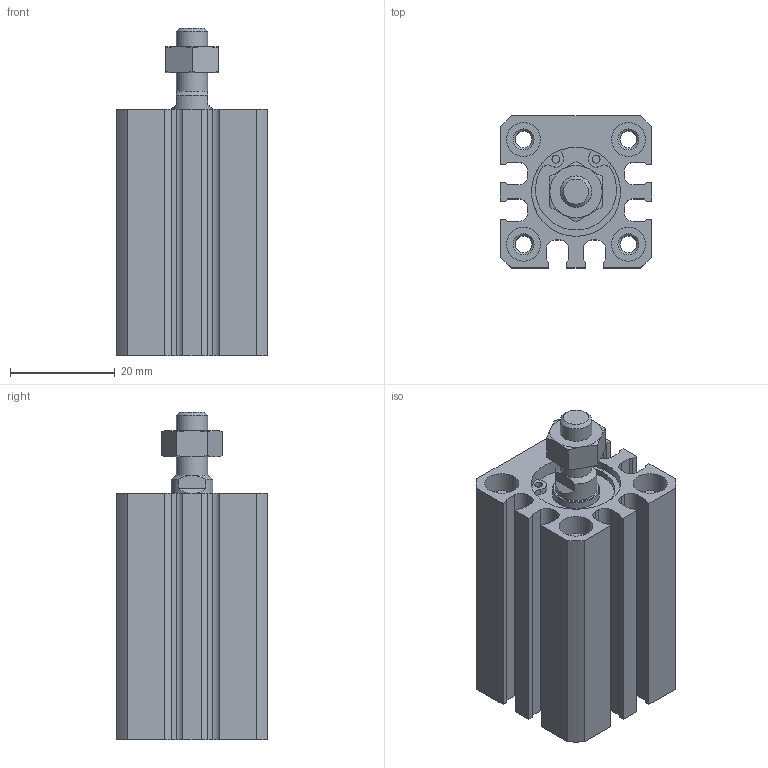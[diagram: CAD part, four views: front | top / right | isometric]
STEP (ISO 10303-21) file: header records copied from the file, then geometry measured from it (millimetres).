
FILE_DESCRIPTION( ( 'STEP AP203' ), '1' );
FILE_NAME( 'MCJQ-11-16-25M-0.stp', '2021-11-10T18:19:52', ( 'License CC BY-ND 4.0' ), ( 'CADENAS' ), ' ', 'PARTsolutions', ' ' );
FILE_SCHEMA( ( 'CONFIG_CONTROL_DESIGN' ) );
Length unit declared in the file: millimetre
Products named in the file (4): MCJQ-11-16-25M-0; _MCJQ-11-16-25M_(0_b); _MCJQ-11-16-25M0_(0_r); _MCJQ-16-M6 x 1.0_n
Assembly tree (3 placements, depth 2):
  MCJQ-11-16-25M-0
    _MCJQ-11-16-25M_(0_b)
    _MCJQ-11-16-25M0_(0_r)
    _MCJQ-16-M6 x 1.0_n
Bounding box: 29 x 29 x 62.5 mm (x, y, z)
Volume: 27231 mm3; surface area: 16717.2 mm2
Topology: 3 solids, 3 shells, 179 faces, 418 edges, 269 vertices
Faces by surface type: plane 95, cylinder 54, cone 30
Full cylindrical faces by diameter (mm): 1.5 x2, 3.242 x8, 3.5 x4, 4.459 x2, 4.917 x1, 6 x1, 6.5 x8, 8 x2, 9 x1, 14.9 x1, 16 x2, 17 x1
Entity records: 5017 total; most frequent: CARTESIAN_POINT 919, DIRECTION 840, ORIENTED_EDGE 726, EDGE_CURVE 363, AXIS2_PLACEMENT_3D 322, VERTEX_POINT 265, EDGE_LOOP 262, FACE_OUTER_BOUND 212
